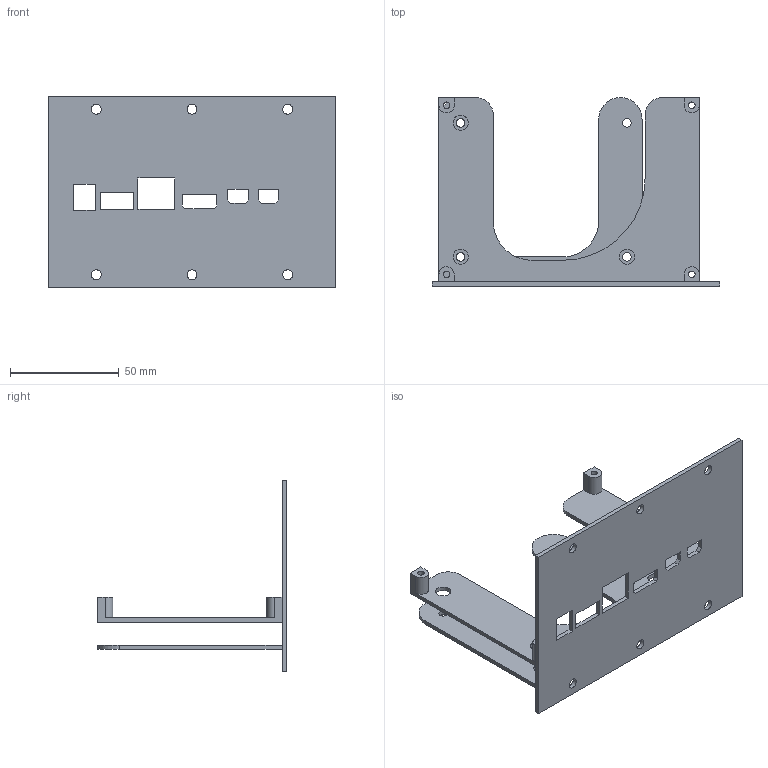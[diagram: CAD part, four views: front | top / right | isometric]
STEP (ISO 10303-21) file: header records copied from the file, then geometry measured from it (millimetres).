
FILE_DESCRIPTION(/* description */ (''),/* implementation_level */ '2;1');
FILE_NAME(/* name */ 'Udoo_x86_Rack_Mount .step',/* time_stamp */ '2021-10-19T16:14:54+02:00',/* author */ (''),/* organization */ (''),/* preprocessor_version */ 'ST-DEVELOPER v18.1',/* originating_system */ 'Autodesk Translation Framework v10.10.0.1391',/* authorisation */ '');
FILE_SCHEMA (('AUTOMOTIVE_DESIGN { 1 0 10303 214 3 1 1 }'));
Length unit declared in the file: millimetre
Products named in the file (1): Udoo 19" Blende
Bounding box: 132.3 x 87 x 88.2 mm (x, y, z)
Volume: 41467 mm3; surface area: 44130 mm2
Topology: 1 solids, 1 shells, 91 faces, 261 edges, 174 vertices
Faces by surface type: plane 62, cylinder 29
Full cylindrical faces by diameter (mm): 3 x4, 4 x4, 4.6 x6, 7 x3
Entity records: 3087 total; most frequent: CARTESIAN_POINT 527, ORIENTED_EDGE 522, DIRECTION 503, EDGE_CURVE 261, LINE 203, VECTOR 203, VERTEX_POINT 174, AXIS2_PLACEMENT_3D 150
